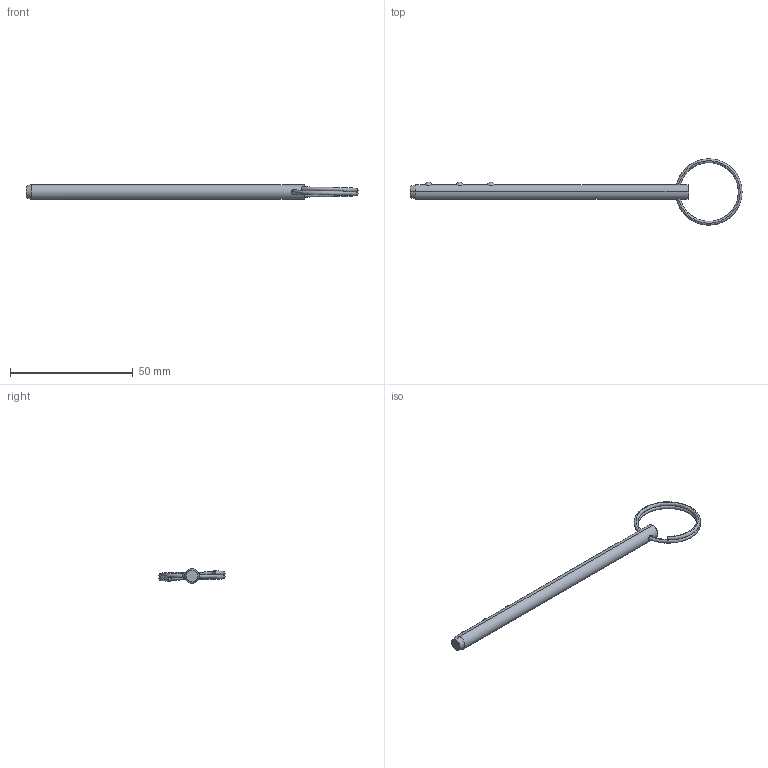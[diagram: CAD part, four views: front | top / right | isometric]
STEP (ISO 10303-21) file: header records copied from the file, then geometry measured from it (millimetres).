
FILE_DESCRIPTION (( 'STEP AP214' ), '1' );
FILE_NAME ('am-1489 Multi Detent Release Pin.STEP', '2018-08-21T13:27:51', ( '' ), ( '' ), 'SwSTEP 2.0', 'SolidWorks 2018', '' );
FILE_SCHEMA (( 'AUTOMOTIVE_DESIGN' ));
Length unit declared in the file: millimetre
Products named in the file (1): am-1489 Multi Detent Release Pin
Bounding box: 135.07 x 26.92 x 6 mm (x, y, z)
Volume: 3379.8 mm3; surface area: 3039.4 mm2
Topology: 5 solids, 5 shells, 31 faces, 63 edges, 42 vertices
Faces by surface type: plane 10, cylinder 10, bspline 4, cone 4, sphere 3
Entity records: 1544 total; most frequent: CARTESIAN_POINT 820, DIRECTION 122, ORIENTED_EDGE 108, AXIS2_PLACEMENT_3D 54, EDGE_CURVE 54, EDGE_LOOP 36, VERTEX_POINT 36, FACE_OUTER_BOUND 31
